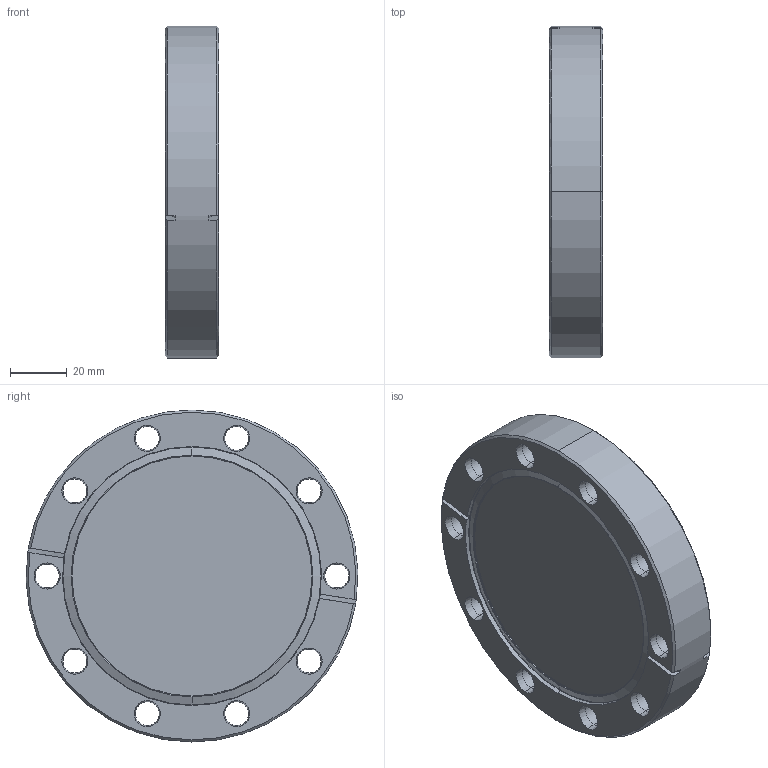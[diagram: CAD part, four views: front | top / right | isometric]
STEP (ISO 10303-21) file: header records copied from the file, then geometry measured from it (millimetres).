
FILE_DESCRIPTION (( 'STEP AP203' ), '1' );
FILE_NAME ('140022_A.STEP', '2024-04-02T03:54:07', ( '' ), ( '' ), 'SwSTEP 2.0', 'SolidWorks 2022', '' );
FILE_SCHEMA (( 'CONFIG_CONTROL_DESIGN' ));
Length unit declared in the file: inch
Products named in the file (1): 140022_A
Bounding box: 19.05 x 117.3 x 117.35 mm (x, y, z)
Volume: 177674.7 mm3; surface area: 33743.9 mm2
Topology: 1 solids, 1 shells, 110 faces, 262 edges, 154 vertices
Faces by surface type: cone 50, cylinder 34, plane 14, torus 12
Entity records: 3311 total; most frequent: DIRECTION 614, CARTESIAN_POINT 575, ORIENTED_EDGE 524, EDGE_CURVE 262, AXIS2_PLACEMENT_3D 257, VERTEX_POINT 154, CIRCLE 146, EDGE_LOOP 130
